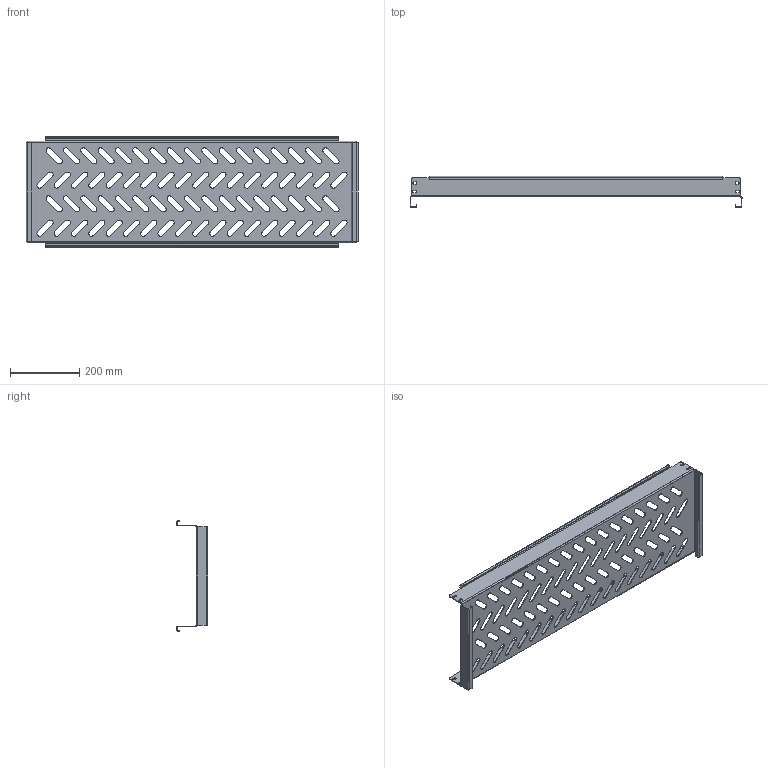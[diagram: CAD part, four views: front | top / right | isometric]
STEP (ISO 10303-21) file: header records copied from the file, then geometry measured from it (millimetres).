
FILE_DESCRIPTION (( 'STEP AP214' ), '1' );
FILE_NAME ('945.340.STEP', '2024-09-25T12:20:34', ( '' ), ( '' ), 'SwSTEP 2.0', 'SolidWorks 2021', '' );
FILE_SCHEMA (( 'AUTOMOTIVE_DESIGN' ));
Length unit declared in the file: millimetre
Products named in the file (1): 945.340
Bounding box: 960 x 90 x 320 mm (x, y, z)
Volume: 777675.6 mm3; surface area: 803379.7 mm2
Topology: 1 solids, 1 shells, 512 faces, 1442 edges, 932 vertices
Faces by surface type: cylinder 270, plane 234, bspline 8
Entity records: 17344 total; most frequent: CARTESIAN_POINT 3387, DIRECTION 2952, ORIENTED_EDGE 2884, EDGE_CURVE 1442, AXIS2_PLACEMENT_3D 1045, VERTEX_POINT 932, VECTOR 862, LINE 862
